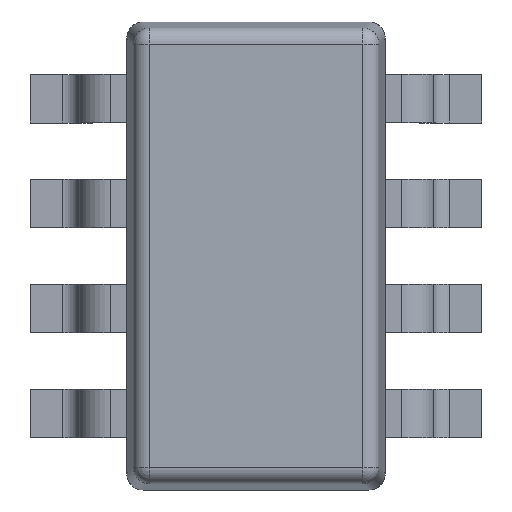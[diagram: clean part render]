
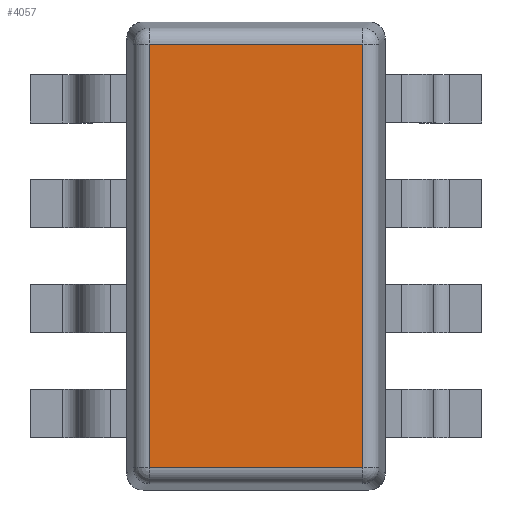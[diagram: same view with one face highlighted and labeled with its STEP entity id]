
A CAD part, top view. The second image highlights one B-rep face of the part: STEP entity #4057.
In plain terms, the highlighted planar face has unit normal (0, 0, 1).
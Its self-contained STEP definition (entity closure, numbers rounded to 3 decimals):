
#2961 = CYLINDRICAL_SURFACE('',#2962,0.1);
#2962 = AXIS2_PLACEMENT_3D('',#2963,#2964,#2965);
#2963 = CARTESIAN_POINT('',(0.137,0.047,1.));
#2964 = DIRECTION('',(0.,1.,-0.));
#2965 = DIRECTION('',(-0.995,0.,0.105));
#3610 = VERTEX_POINT('',#3611);
#3611 = CARTESIAN_POINT('',(0.137,0.137,1.1));
#3631 = EDGE_CURVE('',#3610,#3632,#3634,.T.);
#3632 = VERTEX_POINT('',#3633);
#3633 = CARTESIAN_POINT('',(0.137,2.763,1.1));
#3634 = SURFACE_CURVE('',#3635,(#3639,#3646),.PCURVE_S1.);
#3635 = LINE('',#3636,#3637);
#3636 = CARTESIAN_POINT('',(0.137,0.047,1.1));
#3637 = VECTOR('',#3638,1.);
#3638 = DIRECTION('',(0.,1.,-0.));
#3639 = PCURVE('',#2961,#3640);
#3640 = DEFINITIONAL_REPRESENTATION('',(#3641),#3645);
#3641 = LINE('',#3642,#3643);
#3642 = CARTESIAN_POINT('',(1.466,0.));
#3643 = VECTOR('',#3644,1.);
#3644 = DIRECTION('',(0.,1.));
#3645 = ( GEOMETRIC_REPRESENTATION_CONTEXT(2) 
PARAMETRIC_REPRESENTATION_CONTEXT() REPRESENTATION_CONTEXT('2D SPACE',''
  ) );
#3646 = PCURVE('',#3647,#3652);
#3647 = PLANE('',#3648);
#3648 = AXIS2_PLACEMENT_3D('',#3649,#3650,#3651);
#3649 = CARTESIAN_POINT('',(0.,0.,1.1));
#3650 = DIRECTION('',(0.,0.,1.));
#3651 = DIRECTION('',(1.,0.,-0.));
#3652 = DEFINITIONAL_REPRESENTATION('',(#3653),#3657);
#3653 = LINE('',#3654,#3655);
#3654 = CARTESIAN_POINT('',(0.137,0.047));
#3655 = VECTOR('',#3656,1.);
#3656 = DIRECTION('',(0.,1.));
#3657 = ( GEOMETRIC_REPRESENTATION_CONTEXT(2) 
PARAMETRIC_REPRESENTATION_CONTEXT() REPRESENTATION_CONTEXT('2D SPACE',''
  ) );
#3827 = CYLINDRICAL_SURFACE('',#3828,0.1);
#3828 = AXIS2_PLACEMENT_3D('',#3829,#3830,#3831);
#3829 = CARTESIAN_POINT('',(0.047,2.763,1.));
#3830 = DIRECTION('',(1.,0.,0.));
#3831 = DIRECTION('',(-0.,0.995,0.105));
#4000 = CYLINDRICAL_SURFACE('',#4001,0.1);
#4001 = AXIS2_PLACEMENT_3D('',#4002,#4003,#4004);
#4002 = CARTESIAN_POINT('',(0.047,0.137,1.));
#4003 = DIRECTION('',(1.,-0.,0.));
#4004 = DIRECTION('',(-0.,-0.995,0.105));
#4057 = ADVANCED_FACE('',(#4058),#3647,.T.);
#4058 = FACE_BOUND('',#4059,.T.);
#4059 = EDGE_LOOP('',(#4060,#4061,#4084,#4112));
#4060 = ORIENTED_EDGE('',*,*,#3631,.F.);
#4061 = ORIENTED_EDGE('',*,*,#4062,.T.);
#4062 = EDGE_CURVE('',#3610,#4063,#4065,.T.);
#4063 = VERTEX_POINT('',#4064);
#4064 = CARTESIAN_POINT('',(1.463,0.137,1.1));
#4065 = SURFACE_CURVE('',#4066,(#4070,#4077),.PCURVE_S1.);
#4066 = LINE('',#4067,#4068);
#4067 = CARTESIAN_POINT('',(0.047,0.137,1.1));
#4068 = VECTOR('',#4069,1.);
#4069 = DIRECTION('',(1.,-0.,0.));
#4070 = PCURVE('',#3647,#4071);
#4071 = DEFINITIONAL_REPRESENTATION('',(#4072),#4076);
#4072 = LINE('',#4073,#4074);
#4073 = CARTESIAN_POINT('',(0.047,0.137));
#4074 = VECTOR('',#4075,1.);
#4075 = DIRECTION('',(1.,0.));
#4076 = ( GEOMETRIC_REPRESENTATION_CONTEXT(2) 
PARAMETRIC_REPRESENTATION_CONTEXT() REPRESENTATION_CONTEXT('2D SPACE',''
  ) );
#4077 = PCURVE('',#4000,#4078);
#4078 = DEFINITIONAL_REPRESENTATION('',(#4079),#4083);
#4079 = LINE('',#4080,#4081);
#4080 = CARTESIAN_POINT('',(-1.466,0.));
#4081 = VECTOR('',#4082,1.);
#4082 = DIRECTION('',(-0.,1.));
#4083 = ( GEOMETRIC_REPRESENTATION_CONTEXT(2) 
PARAMETRIC_REPRESENTATION_CONTEXT() REPRESENTATION_CONTEXT('2D SPACE',''
  ) );
#4084 = ORIENTED_EDGE('',*,*,#4085,.T.);
#4085 = EDGE_CURVE('',#4063,#4086,#4088,.T.);
#4086 = VERTEX_POINT('',#4087);
#4087 = CARTESIAN_POINT('',(1.463,2.763,1.1));
#4088 = SURFACE_CURVE('',#4089,(#4093,#4100),.PCURVE_S1.);
#4089 = LINE('',#4090,#4091);
#4090 = CARTESIAN_POINT('',(1.463,0.047,1.1));
#4091 = VECTOR('',#4092,1.);
#4092 = DIRECTION('',(0.,1.,-0.));
#4093 = PCURVE('',#3647,#4094);
#4094 = DEFINITIONAL_REPRESENTATION('',(#4095),#4099);
#4095 = LINE('',#4096,#4097);
#4096 = CARTESIAN_POINT('',(1.463,0.047));
#4097 = VECTOR('',#4098,1.);
#4098 = DIRECTION('',(0.,1.));
#4099 = ( GEOMETRIC_REPRESENTATION_CONTEXT(2) 
PARAMETRIC_REPRESENTATION_CONTEXT() REPRESENTATION_CONTEXT('2D SPACE',''
  ) );
#4100 = PCURVE('',#4101,#4106);
#4101 = CYLINDRICAL_SURFACE('',#4102,0.1);
#4102 = AXIS2_PLACEMENT_3D('',#4103,#4104,#4105);
#4103 = CARTESIAN_POINT('',(1.463,0.047,1.));
#4104 = DIRECTION('',(0.,1.,-0.));
#4105 = DIRECTION('',(0.,0.,1.));
#4106 = DEFINITIONAL_REPRESENTATION('',(#4107),#4111);
#4107 = LINE('',#4108,#4109);
#4108 = CARTESIAN_POINT('',(0.,0.));
#4109 = VECTOR('',#4110,1.);
#4110 = DIRECTION('',(0.,1.));
#4111 = ( GEOMETRIC_REPRESENTATION_CONTEXT(2) 
PARAMETRIC_REPRESENTATION_CONTEXT() REPRESENTATION_CONTEXT('2D SPACE',''
  ) );
#4112 = ORIENTED_EDGE('',*,*,#4113,.F.);
#4113 = EDGE_CURVE('',#3632,#4086,#4114,.T.);
#4114 = SURFACE_CURVE('',#4115,(#4119,#4126),.PCURVE_S1.);
#4115 = LINE('',#4116,#4117);
#4116 = CARTESIAN_POINT('',(0.047,2.763,1.1));
#4117 = VECTOR('',#4118,1.);
#4118 = DIRECTION('',(1.,0.,0.));
#4119 = PCURVE('',#3647,#4120);
#4120 = DEFINITIONAL_REPRESENTATION('',(#4121),#4125);
#4121 = LINE('',#4122,#4123);
#4122 = CARTESIAN_POINT('',(0.047,2.763));
#4123 = VECTOR('',#4124,1.);
#4124 = DIRECTION('',(1.,0.));
#4125 = ( GEOMETRIC_REPRESENTATION_CONTEXT(2) 
PARAMETRIC_REPRESENTATION_CONTEXT() REPRESENTATION_CONTEXT('2D SPACE',''
  ) );
#4126 = PCURVE('',#3827,#4127);
#4127 = DEFINITIONAL_REPRESENTATION('',(#4128),#4132);
#4128 = LINE('',#4129,#4130);
#4129 = CARTESIAN_POINT('',(1.466,0.));
#4130 = VECTOR('',#4131,1.);
#4131 = DIRECTION('',(0.,1.));
#4132 = ( GEOMETRIC_REPRESENTATION_CONTEXT(2) 
PARAMETRIC_REPRESENTATION_CONTEXT() REPRESENTATION_CONTEXT('2D SPACE',''
  ) );
